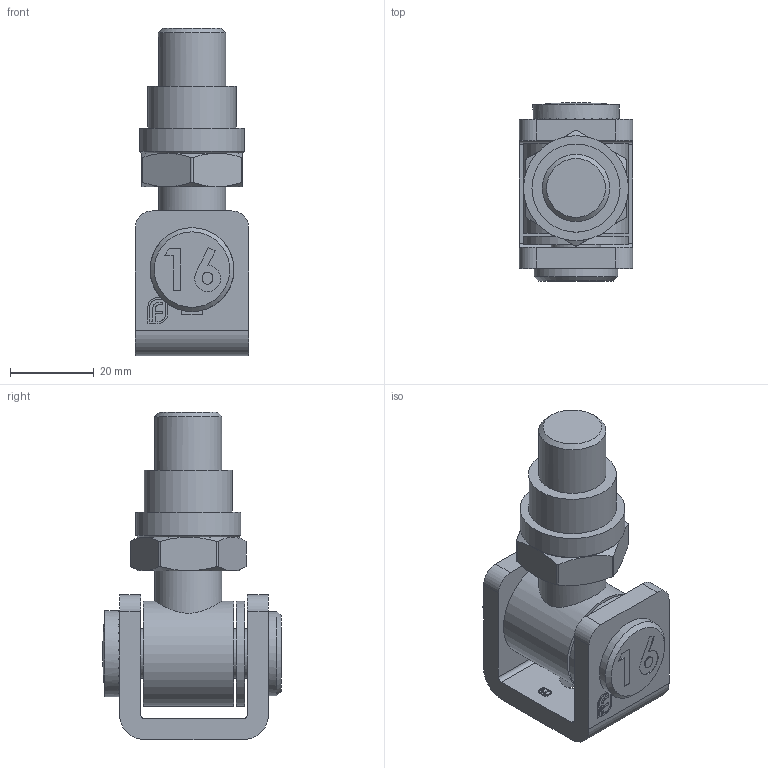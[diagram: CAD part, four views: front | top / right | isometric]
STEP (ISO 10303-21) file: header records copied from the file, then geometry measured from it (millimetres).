
FILE_DESCRIPTION (( 'STEP AP203' ), '1' );
FILE_NAME ('120-M16-FEV.step', '2023-11-30T15:40:46', ( '' ), ( '' ), 'SwSTEP 2.0', 'SolidWorks 2018', '' );
FILE_SCHEMA (( 'CONFIG_CONTROL_DESIGN' ));
Length unit declared in the file: millimetre
Products named in the file (8): DIN 936 M8-M24_DIN 936 M16; Torband Teil4_120-M16-FEV Teil4; 120-M16-FEV; Torband Teil1_120-M16-FEV Teil1; Torband Teil6_120-M16-FEV Teil6; Torband Teil3_120-M16-FEV Teil3; Torband Teil2_120-M16-FEV Teil2; Torband Teil5_120-M16-FEV Teil5
Assembly tree (7 placements, depth 2):
  120-M16-FEV
    Torband Teil1_120-M16-FEV Teil1
    Torband Teil2_120-M16-FEV Teil2
    Torband Teil3_120-M16-FEV Teil3
    Torband Teil4_120-M16-FEV Teil4
    Torband Teil5_120-M16-FEV Teil5
    Torband Teil6_120-M16-FEV Teil6
    DIN 936 M8-M24_DIN 936 M16
Bounding box: 27 x 42.46 x 78 mm (x, y, z)
Volume: 40965.1 mm3; surface area: 20348.3 mm2
Topology: 7 solids, 7 shells, 517 faces, 1395 edges, 923 vertices
Faces by surface type: plane 342, bspline 120, cylinder 31, cone 23, sphere 1
Full cylindrical faces by diameter (mm): 5 x1, 6 x1, 8 x1, 11.8 x1, 12.5 x3, 14 x2, 16 x1, 20 x1, 20.5 x1, 21 x1, 25 x3
Entity records: 21939 total; most frequent: CARTESIAN_POINT 9237, ORIENTED_EDGE 2714, DIRECTION 1940, EDGE_CURVE 1357, VERTEX_POINT 913, VECTOR 912, LINE 912, EDGE_LOOP 590
